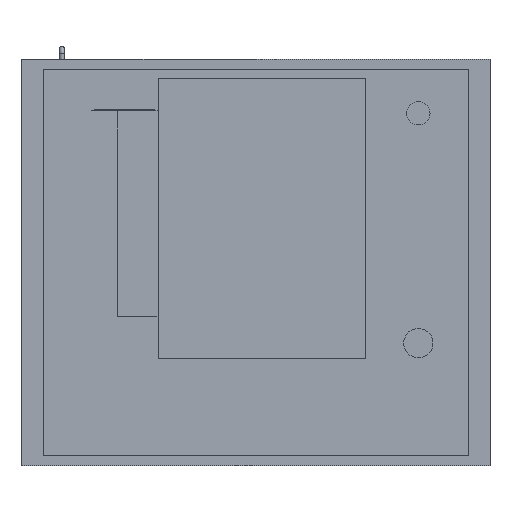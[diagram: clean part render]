
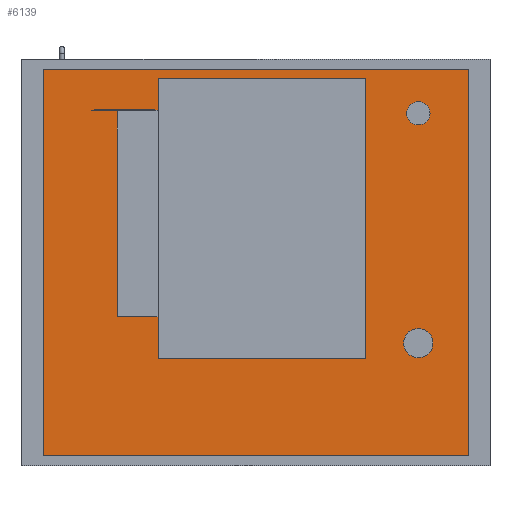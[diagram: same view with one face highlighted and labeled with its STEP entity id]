
A CAD part, front view. The second image highlights one B-rep face of the part: STEP entity #6139.
In plain terms, the highlighted planar face has unit normal (0, -1, 0).
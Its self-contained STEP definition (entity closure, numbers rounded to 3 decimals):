
#56=FACE_BOUND('',#651,.T.);
#57=FACE_BOUND('',#652,.T.);
#72=CIRCLE('',#6540,20.);
#74=CIRCLE('',#6544,25.);
#277=FACE_OUTER_BOUND('',#650,.T.);
#650=EDGE_LOOP('',(#4177,#4178,#4179,#4180));
#651=EDGE_LOOP('',(#4181));
#652=EDGE_LOOP('',(#4182));
#1068=LINE('',#8863,#1850);
#1070=LINE('',#8867,#1852);
#1072=LINE('',#8871,#1854);
#1074=LINE('',#8874,#1856);
#1850=VECTOR('',#7134,10.);
#1852=VECTOR('',#7138,10.);
#1854=VECTOR('',#7142,10.);
#1856=VECTOR('',#7146,10.);
#2574=VERTEX_POINT('',#8741);
#2576=VERTEX_POINT('',#8748);
#2613=VERTEX_POINT('',#8860);
#2614=VERTEX_POINT('',#8862);
#2615=VERTEX_POINT('',#8866);
#2616=VERTEX_POINT('',#8870);
#3163=EDGE_CURVE('',#2574,#2574,#72,.T.);
#3166=EDGE_CURVE('',#2576,#2576,#74,.T.);
#3220=EDGE_CURVE('',#2614,#2613,#1068,.T.);
#3222=EDGE_CURVE('',#2615,#2614,#1070,.T.);
#3224=EDGE_CURVE('',#2616,#2615,#1072,.T.);
#3226=EDGE_CURVE('',#2613,#2616,#1074,.T.);
#4177=ORIENTED_EDGE('',*,*,#3226,.T.);
#4178=ORIENTED_EDGE('',*,*,#3224,.T.);
#4179=ORIENTED_EDGE('',*,*,#3222,.T.);
#4180=ORIENTED_EDGE('',*,*,#3220,.T.);
#4181=ORIENTED_EDGE('',*,*,#3163,.T.);
#4182=ORIENTED_EDGE('',*,*,#3166,.T.);
#5814=PLANE('',#6569);
#6139=ADVANCED_FACE('',(#277,#56,#57),#5814,.T.);
#6540=AXIS2_PLACEMENT_3D('',#8743,#7028,#7029);
#6544=AXIS2_PLACEMENT_3D('',#8750,#7037,#7038);
#6569=AXIS2_PLACEMENT_3D('',#8875,#7147,#7148);
#7028=DIRECTION('center_axis',(0.,1.,0.));
#7029=DIRECTION('ref_axis',(1.,0.,0.));
#7037=DIRECTION('center_axis',(0.,1.,0.));
#7038=DIRECTION('ref_axis',(1.,0.,0.));
#7134=DIRECTION('',(0.,0.,1.));
#7138=DIRECTION('',(1.,0.,0.));
#7142=DIRECTION('',(0.,0.,-1.));
#7146=DIRECTION('',(-1.,0.,0.));
#7147=DIRECTION('center_axis',(0.,-1.,0.));
#7148=DIRECTION('ref_axis',(0.,0.,-1.));
#8741=CARTESIAN_POINT('',(257.5,-370.,255.));
#8743=CARTESIAN_POINT('Origin',(277.5,-370.,255.));
#8748=CARTESIAN_POINT('',(252.5,-370.,-138.));
#8750=CARTESIAN_POINT('Origin',(277.5,-370.,-138.));
#8860=CARTESIAN_POINT('',(362.5,-370.,330.));
#8862=CARTESIAN_POINT('',(362.5,-370.,-330.));
#8863=CARTESIAN_POINT('',(362.5,-370.,330.));
#8866=CARTESIAN_POINT('',(-362.5,-370.,-330.));
#8867=CARTESIAN_POINT('',(362.5,-370.,-330.));
#8870=CARTESIAN_POINT('',(-362.5,-370.,330.));
#8871=CARTESIAN_POINT('',(-362.5,-370.,-330.));
#8874=CARTESIAN_POINT('',(-362.5,-370.,330.));
#8875=CARTESIAN_POINT('Origin',(0.,-370.,0.));
